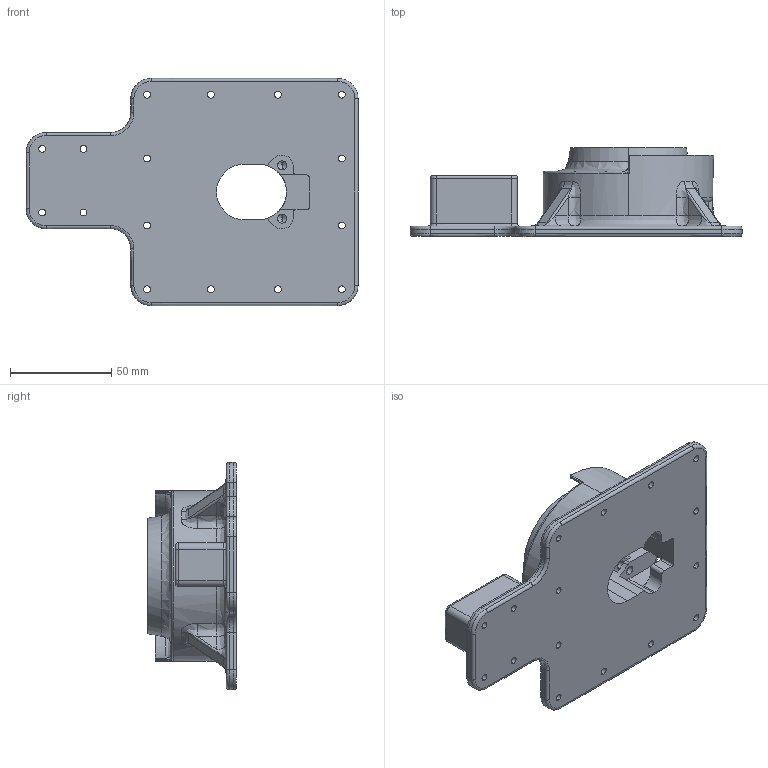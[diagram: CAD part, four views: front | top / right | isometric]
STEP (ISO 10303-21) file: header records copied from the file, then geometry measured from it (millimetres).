
FILE_DESCRIPTION (( 'STEP AP214' ), '1' );
FILE_NAME ('stationary_mount_v1.STEP', '2025-02-07T02:06:43', ( '' ), ( '' ), 'SwSTEP 2.0', 'SolidWorks 2024', '' );
FILE_SCHEMA (( 'AUTOMOTIVE_DESIGN' ));
Length unit declared in the file: millimetre
Products named in the file (1): stationary_mount_v1
Bounding box: 163.7 x 43.8 x 112 mm (x, y, z)
Volume: 225672.8 mm3; surface area: 52592.3 mm2
Topology: 1 solids, 1 shells, 394 faces, 1036 edges, 642 vertices
Faces by surface type: bspline 146, cylinder 105, plane 94, cone 49
Entity records: 27265 total; most frequent: CARTESIAN_POINT 18747, ORIENTED_EDGE 2052, DIRECTION 1286, EDGE_CURVE 1026, VERTEX_POINT 642, AXIS2_PLACEMENT_3D 511, B_SPLINE_CURVE_WITH_KNOTS 500, EDGE_LOOP 448
